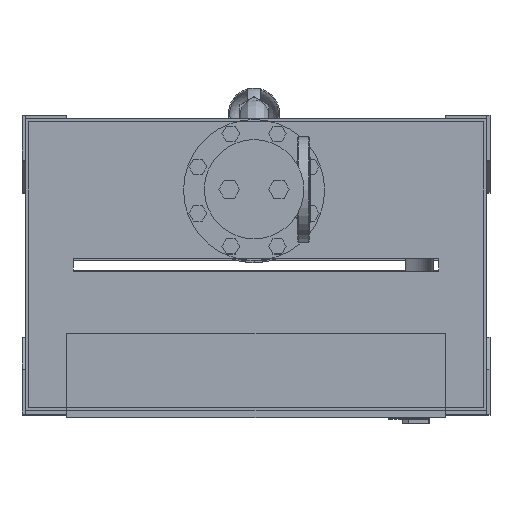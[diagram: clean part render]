
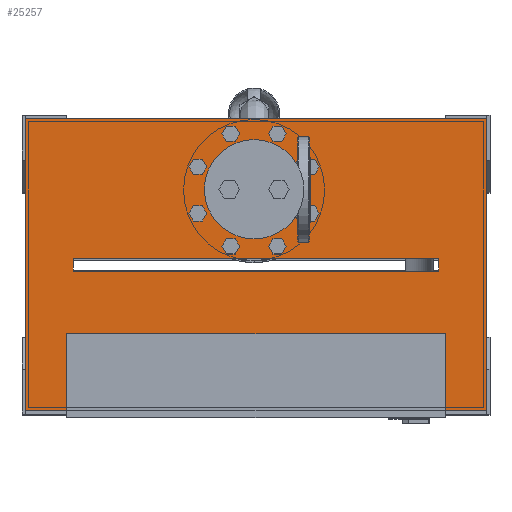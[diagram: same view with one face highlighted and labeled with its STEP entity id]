
A CAD part, top view. The second image highlights one B-rep face of the part: STEP entity #25257.
In plain terms, the highlighted planar face has unit normal (0, 0, 1).
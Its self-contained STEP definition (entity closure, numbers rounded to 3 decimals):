
#324=FACE_BOUND('',#4379,.T.);
#2673=FACE_OUTER_BOUND('',#4378,.T.);
#4378=EDGE_LOOP('',(#17971,#17972,#17973,#17974,#17975,#17976,#17977,#17978));
#4379=EDGE_LOOP('',(#17979,#17980,#17981,#17982));
#6703=LINE('',#38294,#9046);
#6706=LINE('',#38300,#9049);
#6710=LINE('',#38307,#9053);
#6720=LINE('',#38328,#9063);
#6723=LINE('',#38334,#9066);
#6725=LINE('',#38338,#9068);
#6727=LINE('',#38342,#9070);
#6729=LINE('',#38345,#9072);
#6730=LINE('',#38349,#9073);
#6733=LINE('',#38354,#9076);
#6735=LINE('',#38357,#9078);
#6736=LINE('',#38359,#9079);
#9046=VECTOR('',#30511,10.);
#9049=VECTOR('',#30516,10.);
#9053=VECTOR('',#30522,10.);
#9063=VECTOR('',#30536,10.);
#9066=VECTOR('',#30541,10.);
#9068=VECTOR('',#30545,10.);
#9070=VECTOR('',#30549,10.);
#9072=VECTOR('',#30553,10.);
#9073=VECTOR('',#30556,10.);
#9076=VECTOR('',#30561,10.);
#9078=VECTOR('',#30565,10.);
#9079=VECTOR('',#30568,10.);
#11287=VERTEX_POINT('',#38291);
#11288=VERTEX_POINT('',#38293);
#11290=VERTEX_POINT('',#38299);
#11292=VERTEX_POINT('',#38305);
#11301=VERTEX_POINT('',#38327);
#11302=VERTEX_POINT('',#38331);
#11303=VERTEX_POINT('',#38333);
#11304=VERTEX_POINT('',#38337);
#11305=VERTEX_POINT('',#38341);
#11306=VERTEX_POINT('',#38347);
#11307=VERTEX_POINT('',#38348);
#11308=VERTEX_POINT('',#38353);
#13881=EDGE_CURVE('',#11288,#11287,#6703,.T.);
#13884=EDGE_CURVE('',#11290,#11288,#6706,.T.);
#13888=EDGE_CURVE('',#11287,#11292,#6710,.T.);
#13898=EDGE_CURVE('',#11290,#11301,#6720,.T.);
#13901=EDGE_CURVE('',#11303,#11302,#6723,.T.);
#13903=EDGE_CURVE('',#11304,#11303,#6725,.T.);
#13905=EDGE_CURVE('',#11305,#11304,#6727,.T.);
#13907=EDGE_CURVE('',#11302,#11305,#6729,.T.);
#13908=EDGE_CURVE('',#11306,#11307,#6730,.T.);
#13911=EDGE_CURVE('',#11307,#11308,#6733,.T.);
#13913=EDGE_CURVE('',#11308,#11292,#6735,.T.);
#13914=EDGE_CURVE('',#11301,#11306,#6736,.T.);
#17971=ORIENTED_EDGE('',*,*,#13888,.T.);
#17972=ORIENTED_EDGE('',*,*,#13913,.F.);
#17973=ORIENTED_EDGE('',*,*,#13911,.F.);
#17974=ORIENTED_EDGE('',*,*,#13908,.F.);
#17975=ORIENTED_EDGE('',*,*,#13914,.F.);
#17976=ORIENTED_EDGE('',*,*,#13898,.F.);
#17977=ORIENTED_EDGE('',*,*,#13884,.T.);
#17978=ORIENTED_EDGE('',*,*,#13881,.T.);
#17979=ORIENTED_EDGE('',*,*,#13905,.T.);
#17980=ORIENTED_EDGE('',*,*,#13903,.T.);
#17981=ORIENTED_EDGE('',*,*,#13901,.T.);
#17982=ORIENTED_EDGE('',*,*,#13907,.T.);
#24113=PLANE('',#27110);
#25257=ADVANCED_FACE('',(#2673,#324),#24113,.T.);
#27110=AXIS2_PLACEMENT_3D('',#38360,#30569,#30570);
#30511=DIRECTION('',(1.,0.,0.));
#30516=DIRECTION('',(0.,1.,0.));
#30522=DIRECTION('',(0.,-1.,0.));
#30536=DIRECTION('',(-1.,0.,0.));
#30541=DIRECTION('',(0.,-1.,0.));
#30545=DIRECTION('',(1.,0.,0.));
#30549=DIRECTION('',(0.,1.,0.));
#30553=DIRECTION('',(-1.,0.,0.));
#30556=DIRECTION('',(1.,0.,0.));
#30561=DIRECTION('',(0.,-1.,0.));
#30565=DIRECTION('',(-1.,0.,0.));
#30568=DIRECTION('',(0.,1.,0.));
#30569=DIRECTION('center_axis',(0.,0.,1.));
#30570=DIRECTION('ref_axis',(1.,0.,0.));
#38291=CARTESIAN_POINT('',(295.,-108.,1110.));
#38293=CARTESIAN_POINT('',(-295.,-108.,1110.));
#38294=CARTESIAN_POINT('',(147.5,-108.,1110.));
#38299=CARTESIAN_POINT('',(-295.,-228.,1110.));
#38300=CARTESIAN_POINT('',(-295.,-111.,1110.));
#38305=CARTESIAN_POINT('',(295.,-228.,1110.));
#38307=CARTESIAN_POINT('',(295.,-171.,1110.));
#38327=CARTESIAN_POINT('',(-360.,-228.,1110.));
#38328=CARTESIAN_POINT('',(360.,-228.,1110.));
#38331=CARTESIAN_POINT('',(285.,-10.,1110.));
#38333=CARTESIAN_POINT('',(285.,10.,1110.));
#38334=CARTESIAN_POINT('',(285.,-62.,1110.));
#38337=CARTESIAN_POINT('',(-285.,10.,1110.));
#38338=CARTESIAN_POINT('',(142.5,10.,1110.));
#38341=CARTESIAN_POINT('',(-285.,-10.,1110.));
#38342=CARTESIAN_POINT('',(-285.,-52.,1110.));
#38345=CARTESIAN_POINT('',(-142.5,-10.,1110.));
#38347=CARTESIAN_POINT('',(-360.,228.,1110.));
#38348=CARTESIAN_POINT('',(360.,228.,1110.));
#38349=CARTESIAN_POINT('',(360.,228.,1110.));
#38353=CARTESIAN_POINT('',(360.,-228.,1110.));
#38354=CARTESIAN_POINT('',(360.,0.,1110.));
#38357=CARTESIAN_POINT('',(360.,-228.,1110.));
#38359=CARTESIAN_POINT('',(-360.,228.,1110.));
#38360=CARTESIAN_POINT('Origin',(0.,-114.,1110.));
